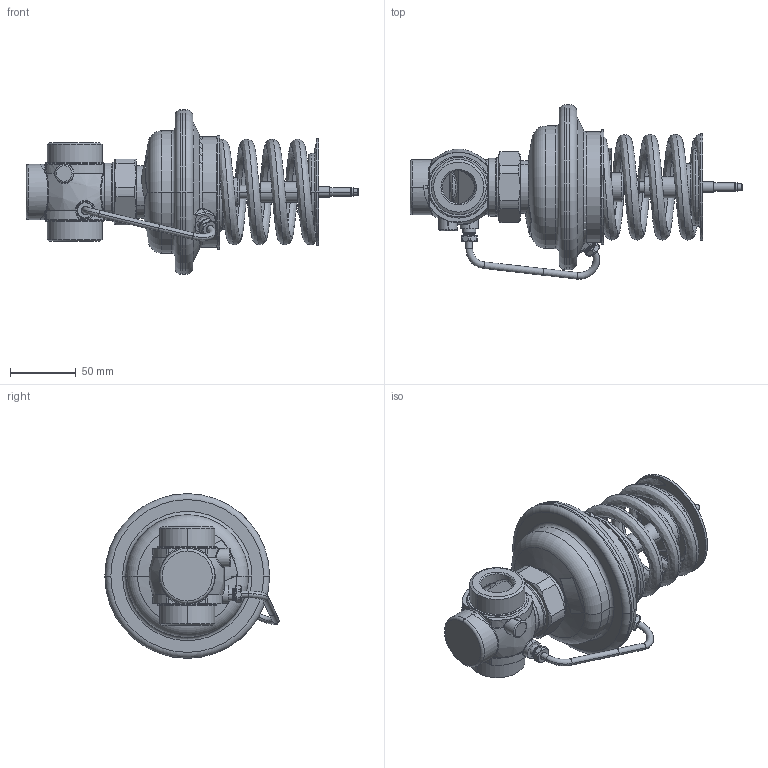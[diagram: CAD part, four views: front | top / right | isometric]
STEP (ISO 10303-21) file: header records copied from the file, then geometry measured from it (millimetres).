
FILE_DESCRIPTION((''),'2;1');
FILE_NAME('003H6646_ASM','2012-12-19T',('u264363'),('Danfoss'),'PRO/ENGINEER BY PARAMETRIC TECHNOLOGY CORPORATION, 2010370','PRO/ENGINEER BY PARAMETRIC TECHNOLOGY CORPORATION, 2010370','');
FILE_SCHEMA(('AUTOMOTIVE_DESIGN { 1 0 10303 214 1 1 1 1 }'));
Products named in the file (51): 8883810; 8881080; 8881081; 8881094; 8883905; 8883813; 8881085; 88810790_ZAVIHAN; 8883848; TRATA-MUTTER; O_TESNILO_10-30X2-40; PUSA_VODILNA_10X12X5; O_TESNILO_CRNO_25-12X1-78; 88810860_STISNJENA_NA_13MM; O_TESNILO_107-63X2-62; O-RING34_65X1_78; 88810820; DIN433-8_4; DIN934-M08; 8883849; FEDER-BLAU; 8881075; GLEITSCHEIBE; 8881076; 8881102; 8883766_ASM; 8880046; 8882843; 8880051; 8880056; 8880061; 8880038_OLD; 8880036; 8880037; 5184004; 54513089; 54510993_ORING_30X2; 5479067; 5451311; 8882848 ...
Assembly tree (55 placements, depth 3):
  003H6646_ASM
    8883766_ASM
      8883810
      8881080
      8881081
      8881094
      8883905
      8883813
      8881085
      88810790_ZAVIHAN
      8883848
      TRATA-MUTTER
      O_TESNILO_10-30X2-40  x2
      PUSA_VODILNA_10X12X5  x2
      O_TESNILO_CRNO_25-12X1-78
      88810860_STISNJENA_NA_13MM
      O_TESNILO_107-63X2-62
      O-RING34_65X1_78
      88810820
      DIN433-8_4
      DIN934-M08
      8883849
      FEDER-BLAU
      8881075
      GLEITSCHEIBE
      8881076
      8881102
    8882814_ASM
      8880046
      8882843
      8880051
      8880056
      8880061
      8880038_OLD
      8880036
      8880037
      5184004
      54513089
      54510993_ORING_30X2
      5479067
      5451311  x2
      8882848
    8882927
    8882056
    5211524  x2
    8881022  x2
    5454030
    8882820
    8882849
    8883503
    8883569
Bounding box: 252.3 x 132.4 x 125.18 mm (x, y, z)
Volume: 442118.5 mm3; surface area: 273665.7 mm2
Topology: 53 solids, 53 shells, 1729 faces, 3913 edges, 2359 vertices
Faces by surface type: plane 521, cylinder 475, cone 311, torus 289, bspline 118, sphere 15
Entity records: 75299 total; most frequent: CARTESIAN_POINT 24659, DIRECTION 8260, ORIENTED_EDGE 7486, EDGE_CURVE 3743, AXIS2_PLACEMENT_3D 3497, VERTEX_POINT 2257, EDGE_LOOP 1824, CIRCLE 1811
